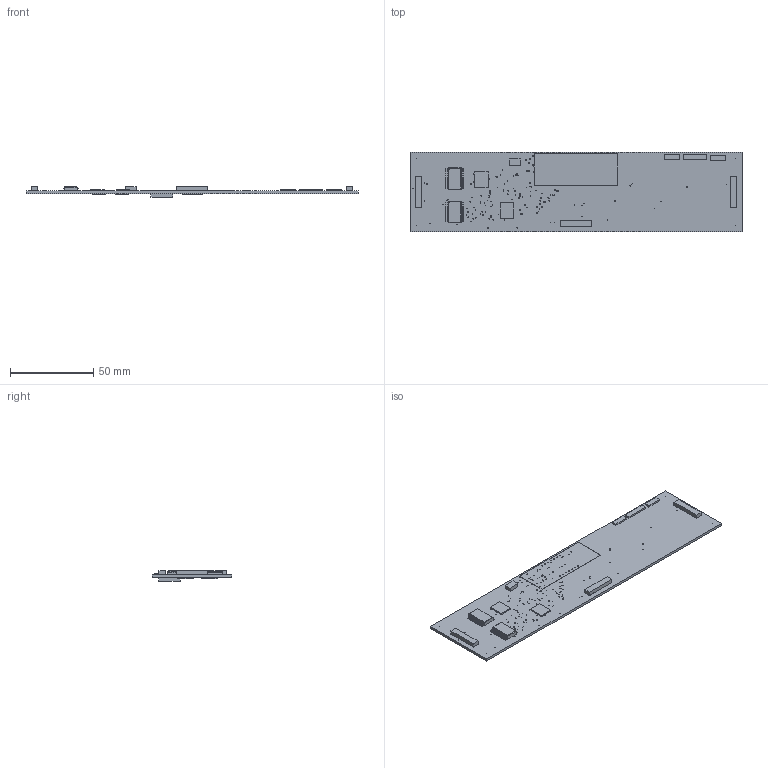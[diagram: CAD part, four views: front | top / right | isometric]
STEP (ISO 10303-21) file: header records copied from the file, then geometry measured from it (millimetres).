
FILE_DESCRIPTION(/* description */ (''),/* implementation_level */ '2;1');
FILE_NAME(/* name */ '4a899e50-dc8e-45b3-bbf0-1fb319bce13d.stp',/* time_stamp */ '2019-07-27T22:46:07+00:00',/* author */ (''),/* organization */ (''),/* preprocessor_version */ 'ST-DEVELOPER v18',/* originating_system */ 'Autodesk Translation Framework v8.2.0.1029',/* authorisation */ '');
FILE_SCHEMA (('AUTOMOTIVE_DESIGN { 1 0 10303 214 3 1 1 }'));
Length unit declared in the file: millimetre
Products named in the file (12): 4a899e50-dc8e-45b3-bbf0-1fb319bce13d; PCB Component; Board; 74HC173D; 74AC245DW; ML16; 22-27-2041-04; 22-27-2061-06; MEGA8535-A; ML6; SOMC20; 4-DIGIT-7-SEGMENT
Assembly tree (18 placements, depth 3):
  4a899e50-dc8e-45b3-bbf0-1fb319bce13d
    PCB Component
      Board
      74HC173D  x4
      74AC245DW  x2
      ML16  x3
      22-27-2041-04  x2
      22-27-2061-06
      MEGA8535-A
      ML6
      SOMC20
      4-DIGIT-7-SEGMENT
Bounding box: 200 x 48 x 6.51 mm (x, y, z)
Volume: 17009.1 mm3; surface area: 25854.9 mm2
Topology: 17 solids, 17 shells, 921 faces, 2529 edges, 1684 vertices
Faces by surface type: plane 472, cylinder 449
Full cylindrical faces by diameter (mm): 0.12 x4, 0.3 x2, 0.35 x201, 0.6 x14, 0.914 x54, 1.016 x14
Entity records: 22176 total; most frequent: DIRECTION 3736, CARTESIAN_POINT 3497, ORIENTED_EDGE 3426, EDGE_CURVE 1713, AXIS2_PLACEMENT_3D 1380, EDGE_LOOP 1208, VERTEX_POINT 1141, LINE 976
